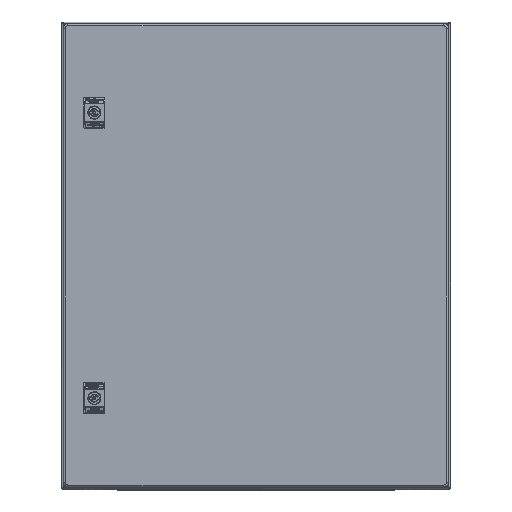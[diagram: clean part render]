
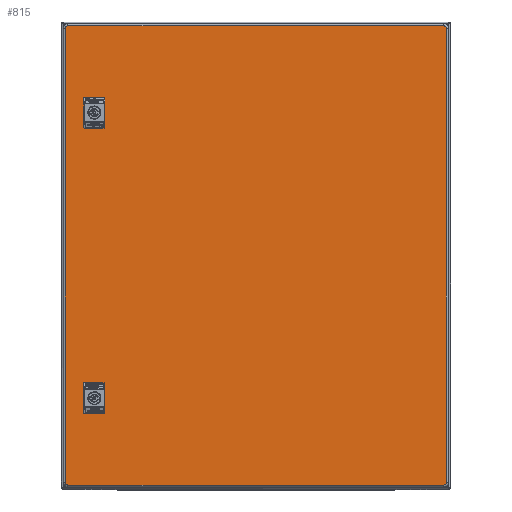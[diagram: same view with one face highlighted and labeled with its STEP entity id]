
A CAD part, top view. The second image highlights one B-rep face of the part: STEP entity #815.
In plain terms, the highlighted planar face has unit normal (0, 0, 1).
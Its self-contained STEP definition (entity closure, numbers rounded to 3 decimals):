
#815=ADVANCED_FACE('',(#5260,#5261,#5262),#5263,.T.);
#5260=FACE_OUTER_BOUND('',#15348,.T.);
#5261=FACE_BOUND('',#15349,.T.);
#5262=FACE_BOUND('',#15350,.T.);
#5263=PLANE('',#15351);
#15348=EDGE_LOOP('',(#32453,#32454,#32455,#32456,#32457,#32458,#32459,#32460));
#15349=EDGE_LOOP('',(#32461,#32462,#32463,#32464));
#15350=EDGE_LOOP('',(#32465,#32466,#32467,#32468));
#15351=AXIS2_PLACEMENT_3D('',#32469,#32470,#32471);
#32453=ORIENTED_EDGE('',*,*,#60227,.F.);
#32454=ORIENTED_EDGE('',*,*,#60228,.T.);
#32455=ORIENTED_EDGE('',*,*,#60229,.F.);
#32456=ORIENTED_EDGE('',*,*,#60230,.T.);
#32457=ORIENTED_EDGE('',*,*,#60231,.F.);
#32458=ORIENTED_EDGE('',*,*,#60232,.T.);
#32459=ORIENTED_EDGE('',*,*,#60233,.F.);
#32460=ORIENTED_EDGE('',*,*,#60234,.T.);
#32461=ORIENTED_EDGE('',*,*,#60235,.F.);
#32462=ORIENTED_EDGE('',*,*,#60236,.T.);
#32463=ORIENTED_EDGE('',*,*,#60237,.F.);
#32464=ORIENTED_EDGE('',*,*,#60238,.T.);
#32465=ORIENTED_EDGE('',*,*,#60239,.F.);
#32466=ORIENTED_EDGE('',*,*,#60240,.T.);
#32467=ORIENTED_EDGE('',*,*,#60241,.F.);
#32468=ORIENTED_EDGE('',*,*,#60242,.T.);
#32469=CARTESIAN_POINT('',(-0.3,0.0,252.21));
#32470=DIRECTION('',(0.0,0.0,1.0));
#32471=DIRECTION('',(1.0,0.0,0.0));
#60227=EDGE_CURVE('',#71154,#71155,#71156,.T.);
#60228=EDGE_CURVE('',#71154,#71157,#71158,.T.);
#60229=EDGE_CURVE('',#71159,#71157,#71160,.T.);
#60230=EDGE_CURVE('',#71159,#71161,#71162,.T.);
#60231=EDGE_CURVE('',#71163,#71161,#71164,.T.);
#60232=EDGE_CURVE('',#71163,#71165,#71166,.T.);
#60233=EDGE_CURVE('',#71167,#71165,#71168,.T.);
#60234=EDGE_CURVE('',#71167,#71155,#71169,.T.);
#60235=EDGE_CURVE('',#71170,#71171,#71172,.T.);
#60236=EDGE_CURVE('',#71170,#71173,#71174,.T.);
#60237=EDGE_CURVE('',#71175,#71173,#71176,.T.);
#60238=EDGE_CURVE('',#71175,#71171,#71177,.T.);
#60239=EDGE_CURVE('',#71178,#71179,#71180,.T.);
#60240=EDGE_CURVE('',#71178,#71181,#71182,.T.);
#60241=EDGE_CURVE('',#71183,#71181,#71184,.T.);
#60242=EDGE_CURVE('',#71183,#71179,#71185,.T.);
#71154=VERTEX_POINT('',#88825);
#71155=VERTEX_POINT('',#88826);
#71156=CIRCLE('',#88827,3.5);
#71157=VERTEX_POINT('',#88828);
#71158=LINE('',#88829,#88830);
#71159=VERTEX_POINT('',#88831);
#71160=CIRCLE('',#88832,3.5);
#71161=VERTEX_POINT('',#88833);
#71162=LINE('',#88834,#88835);
#71163=VERTEX_POINT('',#88836);
#71164=CIRCLE('',#88837,3.5);
#71165=VERTEX_POINT('',#88838);
#71166=LINE('',#88839,#88840);
#71167=VERTEX_POINT('',#88841);
#71168=CIRCLE('',#88842,3.5);
#71169=LINE('',#88843,#88844);
#71170=VERTEX_POINT('',#88845);
#71171=VERTEX_POINT('',#88846);
#71172=CIRCLE('',#88847,11.75);
#71173=VERTEX_POINT('',#88848);
#71174=LINE('',#88849,#88850);
#71175=VERTEX_POINT('',#88851);
#71176=CIRCLE('',#88852,11.75);
#71177=LINE('',#88853,#88854);
#71178=VERTEX_POINT('',#88855);
#71179=VERTEX_POINT('',#88856);
#71180=CIRCLE('',#88857,11.75);
#71181=VERTEX_POINT('',#88858);
#71182=LINE('',#88859,#88860);
#71183=VERTEX_POINT('',#88861);
#71184=CIRCLE('',#88862,11.75);
#71185=LINE('',#88863,#88864);
#88825=CARTESIAN_POINT('',(241.2,295.,252.21));
#88826=CARTESIAN_POINT('',(244.7,291.5,252.21));
#88827=AXIS2_PLACEMENT_3D('',#120658,#120659,#120660);
#88828=CARTESIAN_POINT('',(-241.8,295.,252.21));
#88829=CARTESIAN_POINT('',(241.2,295.,252.21));
#88830=VECTOR('',#120661,483.);
#88831=CARTESIAN_POINT('',(-245.3,291.5,252.21));
#88832=AXIS2_PLACEMENT_3D('',#120662,#120663,#120664);
#88833=CARTESIAN_POINT('',(-245.3,-291.5,252.21));
#88834=CARTESIAN_POINT('',(-245.3,291.5,252.21));
#88835=VECTOR('',#120665,583.);
#88836=CARTESIAN_POINT('',(-241.8,-295.,252.21));
#88837=AXIS2_PLACEMENT_3D('',#120666,#120667,#120668);
#88838=CARTESIAN_POINT('',(241.2,-295.,252.21));
#88839=CARTESIAN_POINT('',(-241.8,-295.,252.21));
#88840=VECTOR('',#120669,483.);
#88841=CARTESIAN_POINT('',(244.7,-291.5,252.21));
#88842=AXIS2_PLACEMENT_3D('',#120670,#120671,#120672);
#88843=CARTESIAN_POINT('',(244.7,-291.5,252.21));
#88844=VECTOR('',#120673,583.0);
#88845=CARTESIAN_POINT('',(-197.7,189.504,252.21));
#88846=CARTESIAN_POINT('',(-217.9,189.504,252.21));
#88847=AXIS2_PLACEMENT_3D('',#120674,#120675,#120676);
#88848=CARTESIAN_POINT('',(-197.7,177.496,252.21));
#88849=CARTESIAN_POINT('',(-197.7,189.504,252.21));
#88850=VECTOR('',#120677,12.009);
#88851=CARTESIAN_POINT('',(-217.9,177.496,252.21));
#88852=AXIS2_PLACEMENT_3D('',#120678,#120679,#120680);
#88853=CARTESIAN_POINT('',(-217.9,177.496,252.21));
#88854=VECTOR('',#120681,12.009);
#88855=CARTESIAN_POINT('',(-197.7,-177.496,252.21));
#88856=CARTESIAN_POINT('',(-217.9,-177.496,252.21));
#88857=AXIS2_PLACEMENT_3D('',#120682,#120683,#120684);
#88858=CARTESIAN_POINT('',(-197.7,-189.504,252.21));
#88859=CARTESIAN_POINT('',(-197.7,-177.496,252.21));
#88860=VECTOR('',#120685,12.009);
#88861=CARTESIAN_POINT('',(-217.9,-189.504,252.21));
#88862=AXIS2_PLACEMENT_3D('',#120686,#120687,#120688);
#88863=CARTESIAN_POINT('',(-217.9,-189.504,252.21));
#88864=VECTOR('',#120689,12.009);
#120658=CARTESIAN_POINT('',(241.2,291.5,252.21));
#120659=DIRECTION('',(0.0,0.0,-1.0));
#120660=DIRECTION('',(0.,1.0,0.0));
#120661=DIRECTION('',(-1.0,0.,0.0));
#120662=CARTESIAN_POINT('',(-241.8,291.5,252.21));
#120663=DIRECTION('',(-0.0,0.0,-1.0));
#120664=DIRECTION('',(-1.0,0.,0.0));
#120665=DIRECTION('',(0.,-1.0,0.0));
#120666=CARTESIAN_POINT('',(-241.8,-291.5,252.21));
#120667=DIRECTION('',(0.0,0.0,-1.0));
#120668=DIRECTION('',(0.,-1.0,0.0));
#120669=DIRECTION('',(1.0,0.,0.0));
#120670=CARTESIAN_POINT('',(241.2,-291.5,252.21));
#120671=DIRECTION('',(0.0,0.0,-1.0));
#120672=DIRECTION('',(1.0,0.,0.0));
#120673=DIRECTION('',(0.0,1.0,0.0));
#120674=CARTESIAN_POINT('',(-207.8,183.5,252.21));
#120675=DIRECTION('',(0.0,-0.0,1.0));
#120676=DIRECTION('',(0.86,0.511,0.0));
#120677=DIRECTION('',(0.,-1.0,0.0));
#120678=CARTESIAN_POINT('',(-207.8,183.5,252.21));
#120679=DIRECTION('',(0.0,0.0,1.0));
#120680=DIRECTION('',(-0.86,-0.511,0.0));
#120681=DIRECTION('',(0.,1.0,0.0));
#120682=CARTESIAN_POINT('',(-207.8,-183.5,252.21));
#120683=DIRECTION('',(0.0,-0.0,1.0));
#120684=DIRECTION('',(0.86,0.511,0.0));
#120685=DIRECTION('',(0.,-1.0,0.0));
#120686=CARTESIAN_POINT('',(-207.8,-183.5,252.21));
#120687=DIRECTION('',(0.0,0.0,1.0));
#120688=DIRECTION('',(-0.86,-0.511,0.0));
#120689=DIRECTION('',(0.,1.0,0.0));
